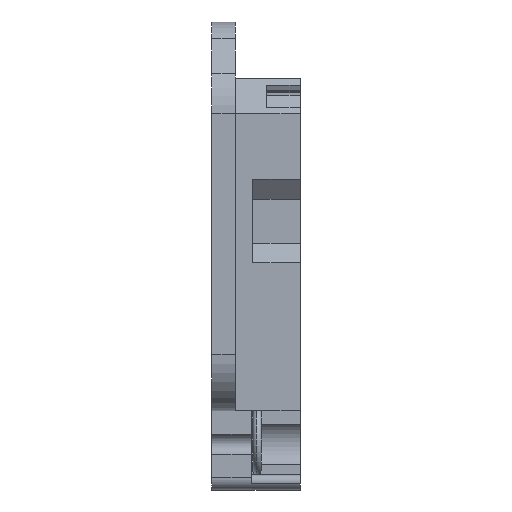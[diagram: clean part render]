
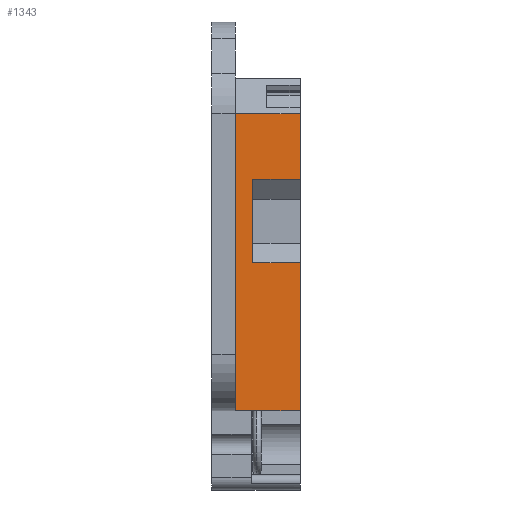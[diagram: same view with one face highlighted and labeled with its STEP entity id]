
A CAD part, front view. The second image highlights one B-rep face of the part: STEP entity #1343.
In plain terms, the highlighted planar face has unit normal (0, -1, 0).
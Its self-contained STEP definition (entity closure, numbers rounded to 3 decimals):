
#1307=AXIS2_PLACEMENT_3D('Plane Axis2P3D',#1304,#1305,#1306) ;
#157=CARTESIAN_POINT('Vertex',(14.,9.,59.5)) ;
#160=CARTESIAN_POINT('Line Origine',(14.,9.,54.299)) ;
#164=CARTESIAN_POINT('Vertex',(14.,9.,49.099)) ;
#199=CARTESIAN_POINT('Vertex',(14.,9.,35.901)) ;
#202=CARTESIAN_POINT('Line Origine',(14.,9.,24.201)) ;
#206=CARTESIAN_POINT('Vertex',(14.,9.,12.5)) ;
#678=CARTESIAN_POINT('Line Origine',(3.74,9.,36.)) ;
#682=CARTESIAN_POINT('Vertex',(3.74,9.,59.5)) ;
#684=CARTESIAN_POINT('Vertex',(3.74,9.,12.5)) ;
#1000=CARTESIAN_POINT('Line Origine',(8.87,9.,59.5)) ;
#1304=CARTESIAN_POINT('Axis2P3D Location',(14.,9.,59.5)) ;
#1309=CARTESIAN_POINT('Line Origine',(6.5,9.,42.5)) ;
#1313=CARTESIAN_POINT('Vertex',(6.5,9.,35.901)) ;
#1315=CARTESIAN_POINT('Vertex',(6.5,9.,49.099)) ;
#1318=CARTESIAN_POINT('Line Origine',(10.25,9.,49.099)) ;
#1323=CARTESIAN_POINT('Line Origine',(8.87,9.,12.5)) ;
#1328=CARTESIAN_POINT('Line Origine',(10.25,9.,35.901)) ;
#161=DIRECTION('Vector Direction',(0.,0.,-1.)) ;
#203=DIRECTION('Vector Direction',(0.,0.,-1.)) ;
#679=DIRECTION('Vector Direction',(0.,0.,-1.)) ;
#1001=DIRECTION('Vector Direction',(-1.,0.,0.)) ;
#1305=DIRECTION('Axis2P3D Direction',(0.,1.,0.)) ;
#1306=DIRECTION('Axis2P3D XDirection',(0.,0.,1.)) ;
#1310=DIRECTION('Vector Direction',(0.,0.,1.)) ;
#1319=DIRECTION('Vector Direction',(1.,0.,0.)) ;
#1324=DIRECTION('Vector Direction',(-1.,0.,0.)) ;
#1329=DIRECTION('Vector Direction',(-1.,0.,0.)) ;
#162=VECTOR('Line Direction',#161,1.) ;
#204=VECTOR('Line Direction',#203,1.) ;
#680=VECTOR('Line Direction',#679,1.) ;
#1002=VECTOR('Line Direction',#1001,1.) ;
#1311=VECTOR('Line Direction',#1310,1.) ;
#1320=VECTOR('Line Direction',#1319,1.) ;
#1325=VECTOR('Line Direction',#1324,1.) ;
#1330=VECTOR('Line Direction',#1329,1.) ;
#1334=ORIENTED_EDGE('',*,*,#1317,.T.) ;
#1335=ORIENTED_EDGE('',*,*,#1322,.T.) ;
#1336=ORIENTED_EDGE('',*,*,#166,.F.) ;
#1337=ORIENTED_EDGE('',*,*,#1004,.T.) ;
#1338=ORIENTED_EDGE('',*,*,#686,.T.) ;
#1339=ORIENTED_EDGE('',*,*,#1327,.F.) ;
#1340=ORIENTED_EDGE('',*,*,#208,.F.) ;
#1341=ORIENTED_EDGE('',*,*,#1332,.T.) ;
#1343=ADVANCED_FACE('V1',(#1342),#1308,.F.) ;
#166=EDGE_CURVE('',#158,#165,#163,.T.) ;
#208=EDGE_CURVE('',#200,#207,#205,.T.) ;
#686=EDGE_CURVE('',#683,#685,#681,.T.) ;
#1004=EDGE_CURVE('',#158,#683,#1003,.T.) ;
#1317=EDGE_CURVE('',#1314,#1316,#1312,.T.) ;
#1322=EDGE_CURVE('',#1316,#165,#1321,.T.) ;
#1327=EDGE_CURVE('',#207,#685,#1326,.T.) ;
#1332=EDGE_CURVE('',#200,#1314,#1331,.T.) ;
#1333=EDGE_LOOP('',(#1334,#1335,#1336,#1337,#1338,#1339,#1340,#1341)) ;
#1342=FACE_OUTER_BOUND('',#1333,.T.) ;
#163=LINE('Line',#160,#162) ;
#205=LINE('Line',#202,#204) ;
#681=LINE('Line',#678,#680) ;
#1003=LINE('Line',#1000,#1002) ;
#1312=LINE('Line',#1309,#1311) ;
#1321=LINE('Line',#1318,#1320) ;
#1326=LINE('Line',#1323,#1325) ;
#1331=LINE('Line',#1328,#1330) ;
#1308=PLANE('',#1307) ;
#158=VERTEX_POINT('',#157) ;
#165=VERTEX_POINT('',#164) ;
#200=VERTEX_POINT('',#199) ;
#207=VERTEX_POINT('',#206) ;
#683=VERTEX_POINT('',#682) ;
#685=VERTEX_POINT('',#684) ;
#1314=VERTEX_POINT('',#1313) ;
#1316=VERTEX_POINT('',#1315) ;
